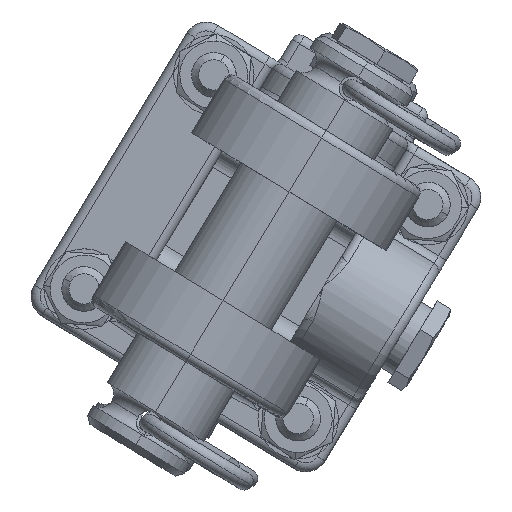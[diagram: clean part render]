
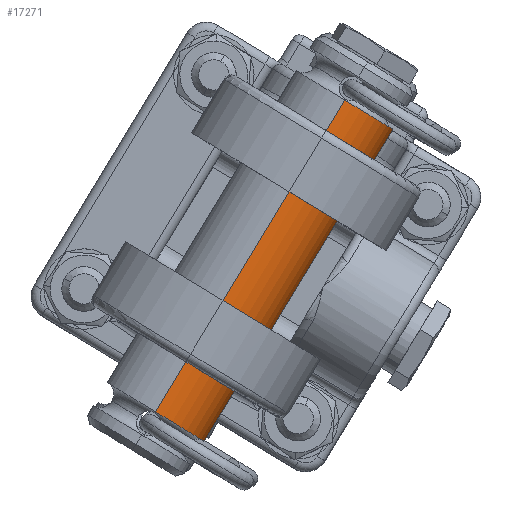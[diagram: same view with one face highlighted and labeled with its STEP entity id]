
A CAD part, top view. The second image highlights one B-rep face of the part: STEP entity #17271.
In plain terms, the highlighted cylindrical face has radius 12.65 mm (diameter 25.3 mm), a partial arc.
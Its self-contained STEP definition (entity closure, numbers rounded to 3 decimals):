
#32 = VERTEX_POINT ( 'NONE', #20537 ) ;
#53 = EDGE_CURVE ( 'NONE', #32, #3644, #1917, .T. ) ;
#857 = DIRECTION ( 'NONE',  ( 0., 1., 0. ) ) ;
#1395 = LINE ( 'NONE', #13150, #1658 ) ;
#1658 = VECTOR ( 'NONE', #6674, 1000. ) ;
#1913 = VERTEX_POINT ( 'NONE', #12755 ) ;
#1917 = CIRCLE ( 'NONE', #5576, 12.65 ) ;
#2321 = DIRECTION ( 'NONE',  ( 1., 0., 0. ) ) ;
#3644 = VERTEX_POINT ( 'NONE', #15513 ) ;
#4061 = CYLINDRICAL_SURFACE ( 'NONE', #16927, 12.65 ) ;
#4763 = DIRECTION ( 'NONE',  ( 0., 1., 0. ) ) ;
#5576 = AXIS2_PLACEMENT_3D ( 'NONE', #12808, #20952, #4763 ) ;
#5652 = ORIENTED_EDGE ( 'NONE', *, *, #21061, .F. ) ;
#5809 = VERTEX_POINT ( 'NONE', #12951 ) ;
#6674 = DIRECTION ( 'NONE',  ( 1., 0., 0. ) ) ;
#7142 = CARTESIAN_POINT ( 'NONE',  ( 10., 12.65, 0. ) ) ;
#7688 = EDGE_CURVE ( 'NONE', #3644, #1913, #1395, .T. ) ;
#8765 = DIRECTION ( 'NONE',  ( 1., 0., 0. ) ) ;
#9226 = ORIENTED_EDGE ( 'NONE', *, *, #53, .T. ) ;
#11809 = ORIENTED_EDGE ( 'NONE', *, *, #7688, .T. ) ;
#12515 = LINE ( 'NONE', #7142, #20144 ) ;
#12723 = FACE_OUTER_BOUND ( 'NONE', #16644, .T. ) ;
#12755 = CARTESIAN_POINT ( 'NONE',  ( 91.6, -12.65, 0. ) ) ;
#12808 = CARTESIAN_POINT ( 'NONE',  ( 10., 0., 0. ) ) ;
#12951 = CARTESIAN_POINT ( 'NONE',  ( 91.6, 12.65, 0. ) ) ;
#13150 = CARTESIAN_POINT ( 'NONE',  ( 10., -12.65, 0. ) ) ;
#13992 = CARTESIAN_POINT ( 'NONE',  ( 10., 0., 0. ) ) ;
#14279 = ORIENTED_EDGE ( 'NONE', *, *, #16203, .F. ) ;
#14906 = CARTESIAN_POINT ( 'NONE',  ( 91.6, 0., 0. ) ) ;
#15513 = CARTESIAN_POINT ( 'NONE',  ( 10., -12.65, 0. ) ) ;
#16175 = DIRECTION ( 'NONE',  ( 0., 1., 0. ) ) ;
#16203 = EDGE_CURVE ( 'NONE', #32, #5809, #12515, .T. ) ;
#16644 = EDGE_LOOP ( 'NONE', ( #9226, #11809, #5652, #14279 ) ) ;
#16927 = AXIS2_PLACEMENT_3D ( 'NONE', #13992, #2321, #857 ) ;
#17271 = ADVANCED_FACE ( 'NONE', ( #12723 ), #4061, .T. ) ;
#19418 = DIRECTION ( 'NONE',  ( 1., 0., 0. ) ) ;
#20144 = VECTOR ( 'NONE', #8765, 1000. ) ;
#20531 = AXIS2_PLACEMENT_3D ( 'NONE', #14906, #19418, #16175 ) ;
#20537 = CARTESIAN_POINT ( 'NONE',  ( 10., 12.65, 0. ) ) ;
#20716 = CIRCLE ( 'NONE', #20531, 12.65 ) ;
#20952 = DIRECTION ( 'NONE',  ( 1., 0., 0. ) ) ;
#21061 = EDGE_CURVE ( 'NONE', #5809, #1913, #20716, .T. ) ;
